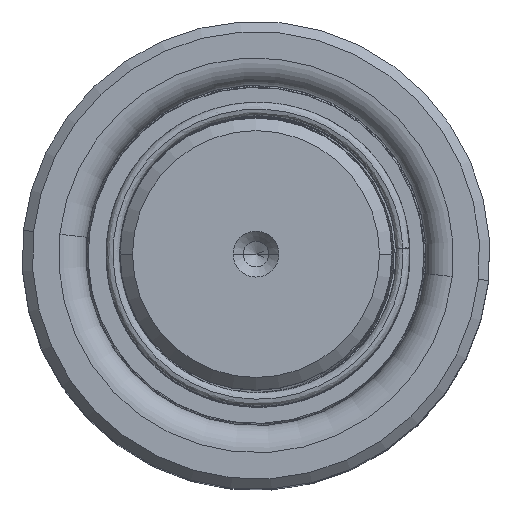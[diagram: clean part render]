
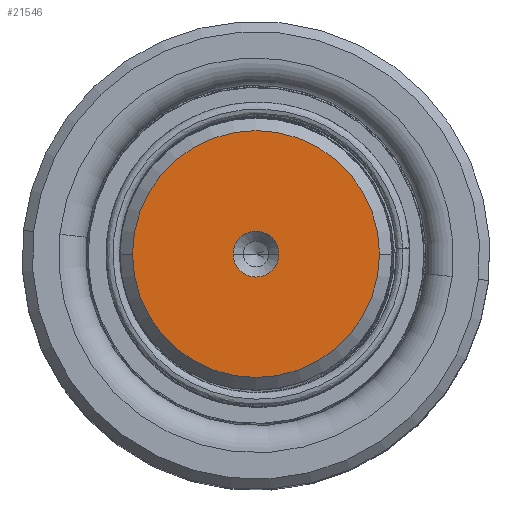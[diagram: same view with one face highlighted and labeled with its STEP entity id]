
A CAD part, top view. The second image highlights one B-rep face of the part: STEP entity #21546.
In plain terms, the highlighted planar face has unit normal (0, 0, 1).
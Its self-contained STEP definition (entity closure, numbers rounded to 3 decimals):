
#1417 = EDGE_CURVE ( 'NONE', #36554, #53553, #14143, .T. ) ;
#3594 = PLANE ( 'NONE',  #35722 ) ;
#6005 = CIRCLE ( 'NONE', #16201, 14.512 ) ;
#7433 = VERTEX_POINT ( 'NONE', #40407 ) ;
#9840 = VERTEX_POINT ( 'NONE', #47052 ) ;
#11999 = FACE_OUTER_BOUND ( 'NONE', #31826, .T. ) ;
#12154 = CARTESIAN_POINT ( 'NONE',  ( 0., 0., 170. ) ) ;
#13134 = DIRECTION ( 'NONE',  ( 0., 0., 1. ) ) ;
#13584 = DIRECTION ( 'NONE',  ( 1., 0., 0. ) ) ;
#14143 = CIRCLE ( 'NONE', #31935, 14.512 ) ;
#15517 = DIRECTION ( 'NONE',  ( 0., 0., 1. ) ) ;
#16201 = AXIS2_PLACEMENT_3D ( 'NONE', #29395, #15517, #57237 ) ;
#17474 = DIRECTION ( 'NONE',  ( 0., 0., 1. ) ) ;
#21546 = ADVANCED_FACE ( 'NONE', ( #25896, #11999 ), #3594, .T. ) ;
#22393 = DIRECTION ( 'NONE',  ( 0., 0., 1. ) ) ;
#22808 = CARTESIAN_POINT ( 'NONE',  ( 0., 0., 170. ) ) ;
#25628 = CIRCLE ( 'NONE', #31061, 2.7 ) ;
#25896 = FACE_BOUND ( 'NONE', #38693, .T. ) ;
#26342 = EDGE_CURVE ( 'NONE', #53553, #36554, #6005, .T. ) ;
#26458 = DIRECTION ( 'NONE',  ( 1., 0., 0. ) ) ;
#29395 = CARTESIAN_POINT ( 'NONE',  ( 0., 0., 170. ) ) ;
#31061 = AXIS2_PLACEMENT_3D ( 'NONE', #22808, #22393, #36307 ) ;
#31826 = EDGE_LOOP ( 'NONE', ( #43123, #59955 ) ) ;
#31935 = AXIS2_PLACEMENT_3D ( 'NONE', #12154, #17474, #26458 ) ;
#32593 = CARTESIAN_POINT ( 'NONE',  ( 0., 0., 170. ) ) ;
#34295 = CARTESIAN_POINT ( 'NONE',  ( 14.512, 0., 170. ) ) ;
#35722 = AXIS2_PLACEMENT_3D ( 'NONE', #32593, #51199, #13584 ) ;
#36307 = DIRECTION ( 'NONE',  ( 1., 0., 0. ) ) ;
#36434 = CARTESIAN_POINT ( 'NONE',  ( 0., 0., 170. ) ) ;
#36554 = VERTEX_POINT ( 'NONE', #45379 ) ;
#38693 = EDGE_LOOP ( 'NONE', ( #39805, #46656 ) ) ;
#39224 = EDGE_CURVE ( 'NONE', #7433, #9840, #46530, .T. ) ;
#39805 = ORIENTED_EDGE ( 'NONE', *, *, #39224, .F. ) ;
#40407 = CARTESIAN_POINT ( 'NONE',  ( 2.7, 0., 170. ) ) ;
#42357 = AXIS2_PLACEMENT_3D ( 'NONE', #36434, #13134, #59778 ) ;
#43123 = ORIENTED_EDGE ( 'NONE', *, *, #1417, .T. ) ;
#43775 = EDGE_CURVE ( 'NONE', #9840, #7433, #25628, .T. ) ;
#45379 = CARTESIAN_POINT ( 'NONE',  ( -14.512, 0., 170. ) ) ;
#46530 = CIRCLE ( 'NONE', #42357, 2.7 ) ;
#46656 = ORIENTED_EDGE ( 'NONE', *, *, #43775, .F. ) ;
#47052 = CARTESIAN_POINT ( 'NONE',  ( -2.7, 0., 170. ) ) ;
#51199 = DIRECTION ( 'NONE',  ( 0., 0., 1. ) ) ;
#53553 = VERTEX_POINT ( 'NONE', #34295 ) ;
#57237 = DIRECTION ( 'NONE',  ( 1., 0., 0. ) ) ;
#59778 = DIRECTION ( 'NONE',  ( 1., 0., 0. ) ) ;
#59955 = ORIENTED_EDGE ( 'NONE', *, *, #26342, .T. ) ;
